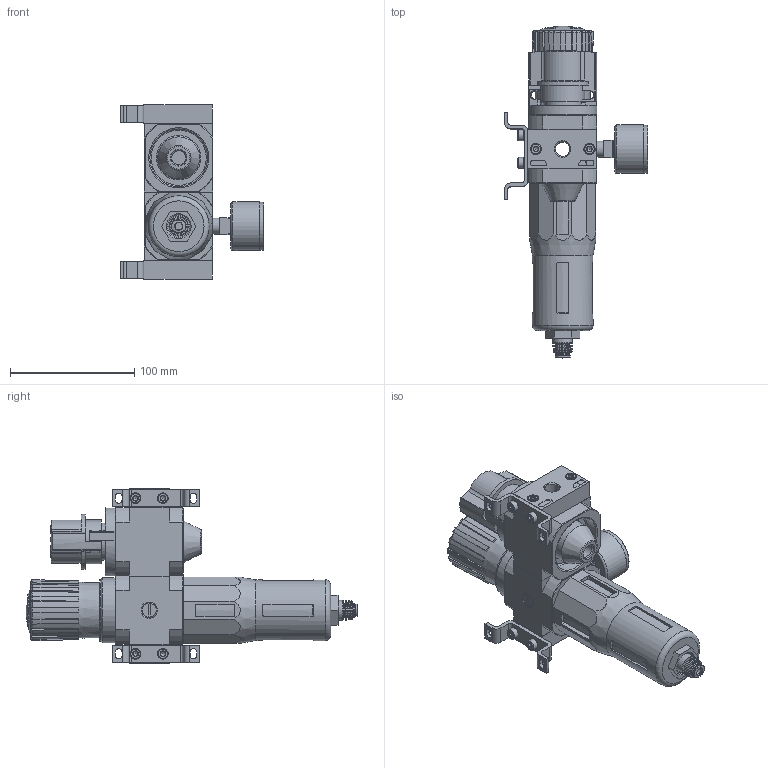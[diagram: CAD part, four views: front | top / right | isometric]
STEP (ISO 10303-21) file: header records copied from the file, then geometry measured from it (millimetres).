
FILE_DESCRIPTION(/* description */ ('STEP AP214'),/* implementation_level */ '2;1');
FILE_NAME(/* name */ '185736_LFR-1_4-D-MIDI-KC-A',/* time_stamp */ '2024-09-03T19:21:31+02:00',/* author */ ('License CC BY-ND 4.0'),/* organization */ ('CADENAS'),/* preprocessor_version */ 'ST-DEVELOPER v19.3',/* originating_system */ 'PARTsolutions',/* authorisation */ ' ');
FILE_SCHEMA (('AUTOMOTIVE_DESIGN {1 0 10303 214 3 1 1}'));
Length unit declared in the file: millimetre
Products named in the file (12): 185736 LFR-1/4-D-MIDI-KC-A; 680241 PBL-1/4-D-MIDI-L---(1) p1; DIN-912 - M5x18(F); 159593 HFOE-D-MIDI/MAXI-P1; DIN-912 - M5x10(F); 680242 PBL-1/4-D-MIDI-R---(0) p1; 360721 HE-MIDI; 351358 FRB-D-MIDI; 120519 LFR-D-MIDI-A--(0); 8003639 PAGN-40-16-G14; 373846 LR-MIDI; 526489 MS4-LFR-V
Assembly tree (19 placements, depth 2):
  185736 LFR-1/4-D-MIDI-KC-A
    680241 PBL-1/4-D-MIDI-L---(1) p1
    DIN-912 - M5x18(F)  x4
    159593 HFOE-D-MIDI/MAXI-P1  x2
    DIN-912 - M5x10(F)  x4
    680242 PBL-1/4-D-MIDI-R---(0) p1
    360721 HE-MIDI
    351358 FRB-D-MIDI  x2
    120519 LFR-D-MIDI-A--(0)
    8003639 PAGN-40-16-G14
    373846 LR-MIDI
    526489 MS4-LFR-V
Bounding box: 115.35 x 266.72 x 140 mm (x, y, z)
Volume: 801588.7 mm3; surface area: 130861.4 mm2
Topology: 19 solids, 20 shells, 1044 faces, 2505 edges, 1572 vertices
Faces by surface type: plane 556, cylinder 217, cone 179, torus 78, sphere 14
Full cylindrical faces by diameter (mm): 3.7 x2, 4.134 x10, 5 x10, 5.3 x4, 6 x1, 6.3 x1, 7 x2, 8 x4, 8.2 x4, 8.5 x8, 8.7 x1, 9.6 x1, 11 x2, 11.2 x1, 11.4 x1, 11.445 x5, 11.6 x1, 11.8 x1, 13.157 x2, 13.3 x1, 15.8 x1, 16 x1, 18 x1, 23.9 x1, 24 x1, 24.9 x1, 26.4 x1, 26.7 x1, 29.7 x1, 30 x1
Entity records: 28709 total; most frequent: CARTESIAN_POINT 5135, DIRECTION 4039, ORIENTED_EDGE 3756, EDGE_CURVE 1878, AXIS2_PLACEMENT_3D 1596, VERTEX_POINT 1306, FACE_BOUND 1104, EDGE_LOOP 1097
